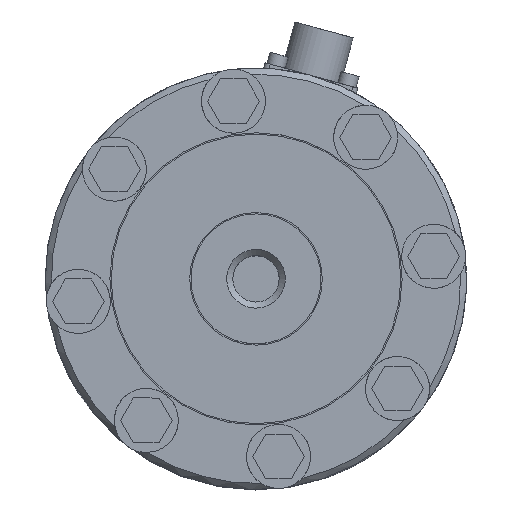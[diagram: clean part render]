
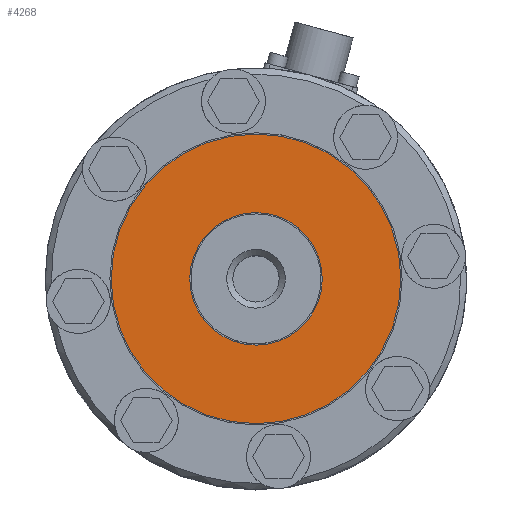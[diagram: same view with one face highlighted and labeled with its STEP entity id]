
A CAD part, top view. The second image highlights one B-rep face of the part: STEP entity #4268.
In plain terms, the highlighted planar face has unit normal (0, 0, 1).
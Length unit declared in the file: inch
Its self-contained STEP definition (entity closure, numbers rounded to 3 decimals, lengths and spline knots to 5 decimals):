
#1659=CARTESIAN_POINT('',(0.56297,-0.31988,0.517));
#1660=VERTEX_POINT('',#1659);
#1661=CARTESIAN_POINT('',(0.,0.,0.517));
#1662=DIRECTION('',(0.,0.,-1.0));
#1663=DIRECTION('',(-0.869,0.494,0.));
#1664=AXIS2_PLACEMENT_3D('',#1661,#1662,#1663);
#1665=CIRCLE('',#1664,0.6475);
#1666=EDGE_CURVE('',#1660,#1660,#1665,.T.);
#1687=CARTESIAN_POINT('',(1.23027,-0.69904,0.517));
#1688=VERTEX_POINT('',#1687);
#1689=CARTESIAN_POINT('',(0.,0.,0.517));
#1690=DIRECTION('',(0.,0.,-1.0));
#1691=DIRECTION('',(-0.869,0.494,0.));
#1692=AXIS2_PLACEMENT_3D('',#1689,#1690,#1691);
#1693=CIRCLE('',#1692,1.415);
#1694=EDGE_CURVE('',#1688,#1688,#1693,.T.);
#4257=CARTESIAN_POINT('',(0.,0.,0.517));
#4258=DIRECTION('',(0.,0.,-1.0));
#4259=DIRECTION('',(-1.0,0.0,0.));
#4260=AXIS2_PLACEMENT_3D('',#4257,#4258,#4259);
#4261=PLANE('',#4260);
#4262=ORIENTED_EDGE('',*,*,#1694,.F.);
#4263=EDGE_LOOP('',(#4262));
#4264=FACE_OUTER_BOUND('',#4263,.T.);
#4265=ORIENTED_EDGE('',*,*,#1666,.T.);
#4266=EDGE_LOOP('',(#4265));
#4267=FACE_BOUND('',#4266,.T.);
#4268=ADVANCED_FACE('',(#4264,#4267),#4261,.F.);
